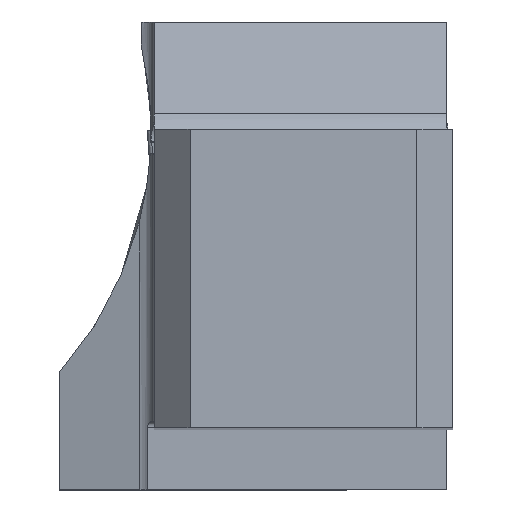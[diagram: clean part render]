
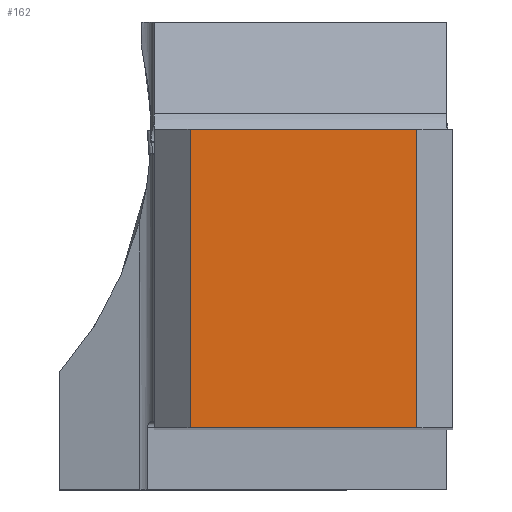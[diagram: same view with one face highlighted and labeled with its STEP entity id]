
A CAD part, top view. The second image highlights one B-rep face of the part: STEP entity #162.
In plain terms, the highlighted planar face has unit normal (0, 0, 1).
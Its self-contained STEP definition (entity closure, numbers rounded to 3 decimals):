
#162=ADVANCED_FACE('CU_BACK_SU1',(#295),#231,.F.);
#231=PLANE('',#1705);
#295=FACE_OUTER_BOUND('',#372,.T.);
#372=EDGE_LOOP('',(#633,#634,#635,#636));
#633=ORIENTED_EDGE('',*,*,#1175,.F.);
#634=ORIENTED_EDGE('',*,*,#1173,.T.);
#635=ORIENTED_EDGE('',*,*,#1176,.T.);
#636=ORIENTED_EDGE('',*,*,#1138,.F.);
#979=VERTEX_POINT('',#2406);
#980=VERTEX_POINT('',#2408);
#998=VERTEX_POINT('',#2514);
#999=VERTEX_POINT('',#2516);
#1138=EDGE_CURVE('',#979,#980,#1325,.T.);
#1173=EDGE_CURVE('',#999,#998,#1349,.T.);
#1175=EDGE_CURVE('',#999,#979,#1351,.T.);
#1176=EDGE_CURVE('',#998,#980,#1352,.T.);
#1325=LINE('',#2407,#1477);
#1349=LINE('',#2515,#1501);
#1351=LINE('',#2519,#1503);
#1352=LINE('',#2520,#1504);
#1477=VECTOR('',#1892,1.);
#1501=VECTOR('',#1952,1.);
#1503=VECTOR('',#1956,1.);
#1504=VECTOR('',#1957,1.);
#1705=AXIS2_PLACEMENT_3D('',#2521,#1958,#1959);
#1892=DIRECTION('',(1.,0.,0.));
#1952=DIRECTION('',(1.,0.,0.));
#1956=DIRECTION('',(0.,1.,0.));
#1957=DIRECTION('',(0.,1.,0.));
#1958=DIRECTION('',(0.,0.,-1.));
#1959=DIRECTION('',(-1.,0.,0.));
#2406=CARTESIAN_POINT('',(-21.925,24.925,0.));
#2407=CARTESIAN_POINT('',(-110.,24.925,0.));
#2408=CARTESIAN_POINT('',(-3.,24.925,0.));
#2514=CARTESIAN_POINT('',(-3.,0.,0.));
#2515=CARTESIAN_POINT('',(-110.,0.,0.));
#2516=CARTESIAN_POINT('',(-21.925,0.,0.));
#2519=CARTESIAN_POINT('',(-21.925,0.,0.));
#2520=CARTESIAN_POINT('',(-3.,0.,0.));
#2521=CARTESIAN_POINT('',(23.246,44.925,0.));
